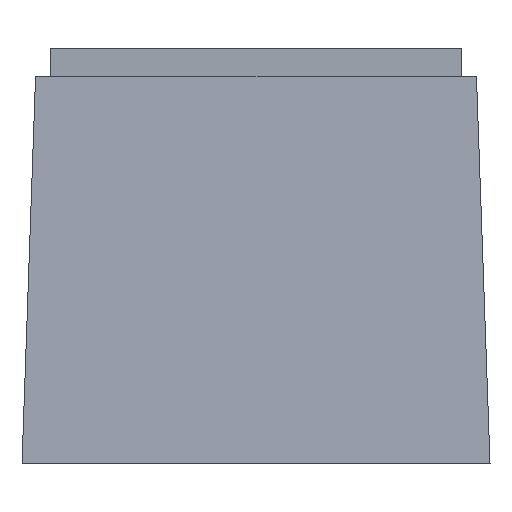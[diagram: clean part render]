
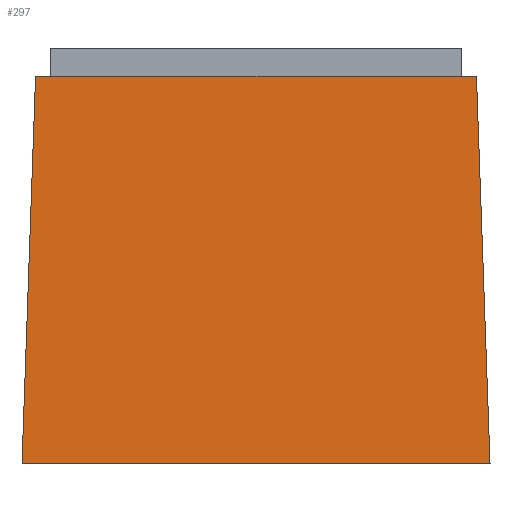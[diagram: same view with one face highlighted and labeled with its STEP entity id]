
A CAD part, left-side view. The second image highlights one B-rep face of the part: STEP entity #297.
In plain terms, the highlighted planar face has unit normal (-0.999, 0, 0.035).
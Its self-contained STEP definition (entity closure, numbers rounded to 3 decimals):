
#115=FACE_OUTER_BOUND('',#414,.T.);
#162=LINE('',#1322,#227);
#185=LINE('',#1367,#250);
#187=LINE('',#1371,#252);
#188=LINE('',#1372,#253);
#227=VECTOR('',#999,1.);
#250=VECTOR('',#1032,1.);
#252=VECTOR('',#1036,1.);
#253=VECTOR('',#1037,1.);
#297=ADVANCED_FACE('',(#115),#345,.T.);
#345=PLANE('',#945);
#414=EDGE_LOOP('',(#520,#521,#522,#523));
#520=ORIENTED_EDGE('',*,*,#822,.F.);
#521=ORIENTED_EDGE('',*,*,#797,.T.);
#522=ORIENTED_EDGE('',*,*,#823,.F.);
#523=ORIENTED_EDGE('',*,*,#820,.F.);
#717=VERTEX_POINT('',#1317);
#719=VERTEX_POINT('',#1321);
#736=VERTEX_POINT('',#1366);
#737=VERTEX_POINT('',#1368);
#797=EDGE_CURVE('',#717,#719,#162,.T.);
#820=EDGE_CURVE('',#736,#737,#185,.T.);
#822=EDGE_CURVE('',#717,#736,#187,.T.);
#823=EDGE_CURVE('',#737,#719,#188,.T.);
#945=AXIS2_PLACEMENT_3D('',#1373,#1038,#1039);
#999=DIRECTION('',(0.,-1.,0.));
#1032=DIRECTION('',(0.,-1.,0.));
#1036=DIRECTION('',(0.035,-0.035,0.999));
#1037=DIRECTION('',(-0.035,-0.035,-0.999));
#1038=DIRECTION('',(-0.999,0.,0.035));
#1039=DIRECTION('',(-0.035,0.,-0.999));
#1317=CARTESIAN_POINT('',(-9.957,9.957,-0.2));
#1321=CARTESIAN_POINT('',(-9.957,-9.957,-0.2));
#1322=CARTESIAN_POINT('',(-9.957,11.,-0.2));
#1366=CARTESIAN_POINT('',(-9.381,9.381,16.3));
#1367=CARTESIAN_POINT('',(-9.381,11.,16.3));
#1368=CARTESIAN_POINT('',(-9.381,-9.381,16.3));
#1371=CARTESIAN_POINT('',(-9.834,9.834,3.32));
#1372=CARTESIAN_POINT('',(-9.807,-9.807,4.086));
#1373=CARTESIAN_POINT('',(-9.833,11.,3.361));
